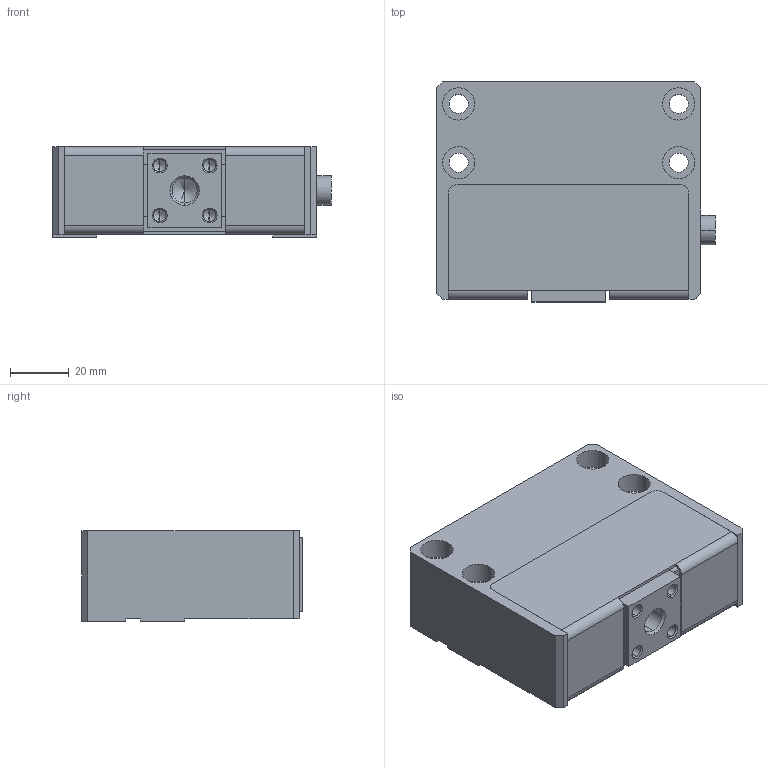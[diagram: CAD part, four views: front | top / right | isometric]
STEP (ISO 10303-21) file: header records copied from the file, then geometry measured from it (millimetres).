
FILE_DESCRIPTION (( 'STEP AP203' ), '1' );
FILE_NAME ('P92.X30S-B1外形三维-21.08.02.STEP', '2021-08-03T01:50:17', ( 'Windows 用户' ), ( '微软中国' ), 'SwSTEP 2.0', 'SolidWorks 2016', '' );
FILE_SCHEMA (( 'CONFIG_CONTROL_DESIGN' ));
Length unit declared in the file: millimetre
Products named in the file (1): P92.X30S-B1外形三维-21.08.02
Bounding box: 95 x 75 x 31 mm (x, y, z)
Volume: 157313.7 mm3; surface area: 50972.6 mm2
Topology: 3 solids, 3 shells, 221 faces, 558 edges, 339 vertices
Faces by surface type: cylinder 88, plane 81, cone 52
Entity records: 6541 total; most frequent: DIRECTION 1178, CARTESIAN_POINT 1093, ORIENTED_EDGE 1064, EDGE_CURVE 532, AXIS2_PLACEMENT_3D 424, VERTEX_POINT 339, VECTOR 330, LINE 330
